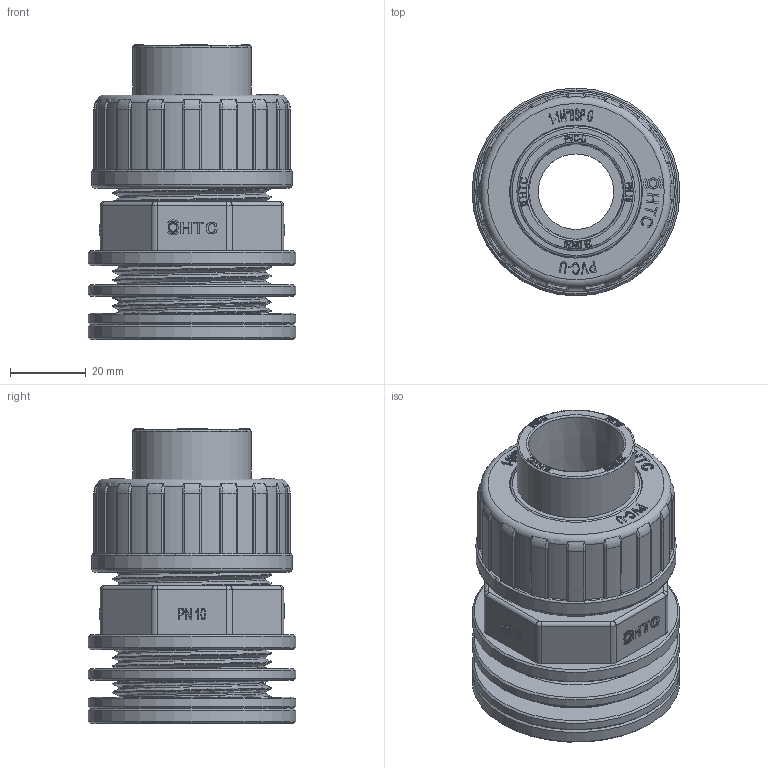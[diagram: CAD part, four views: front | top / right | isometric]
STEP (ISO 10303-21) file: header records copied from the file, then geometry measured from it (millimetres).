
FILE_DESCRIPTION(/* description */ (''),/* implementation_level */ '2;1');
FILE_NAME(/* name */ '水箱接头40X25.stp',/* time_stamp */ '2025-09-27T09:44:17+08:00',/* author */ (''),/* organization */ (''),/* preprocessor_version */ 'ST-DEVELOPER v16.7',/* originating_system */ 'SIEMENS PLM Software NX 12.0',/* authorisation */ '');
FILE_SCHEMA (('AUTOMOTIVE_DESIGN { 1 0 10303 214 3 1 1 1 }'));
Length unit declared in the file: millimetre
Products named in the file (1): Admi06C0A7038172
Bounding box: 55 x 55 x 78.1 mm (x, y, z)
Volume: 82132.8 mm3; surface area: 52674.1 mm2
Topology: 7 solids, 7 shells, 1534 faces, 4208 edges, 2778 vertices
Faces by surface type: plane 1107, extrusion 180, cylinder 165, bspline 49, torus 23, cone 10
Full cylindrical faces by diameter (mm): 0.78 x1, 1.17 x1, 2 x1, 2.008 x1, 2.678 x1, 3 x1, 20 x1, 28.8 x1, 30 x1, 31.3 x1, 34.8 x1, 35.2 x1, 38.5 x1, 38.8 x1, 38.952 x19, 41.91 x28, 42.5 x2, 53 x1, 55 x4
Entity records: 59162 total; most frequent: CARTESIAN_POINT 22942, ORIENTED_EDGE 8024, DIRECTION 6294, EDGE_CURVE 4012, VECTOR 3176, LINE 2996, VERTEX_POINT 2669, EDGE_LOOP 1633
